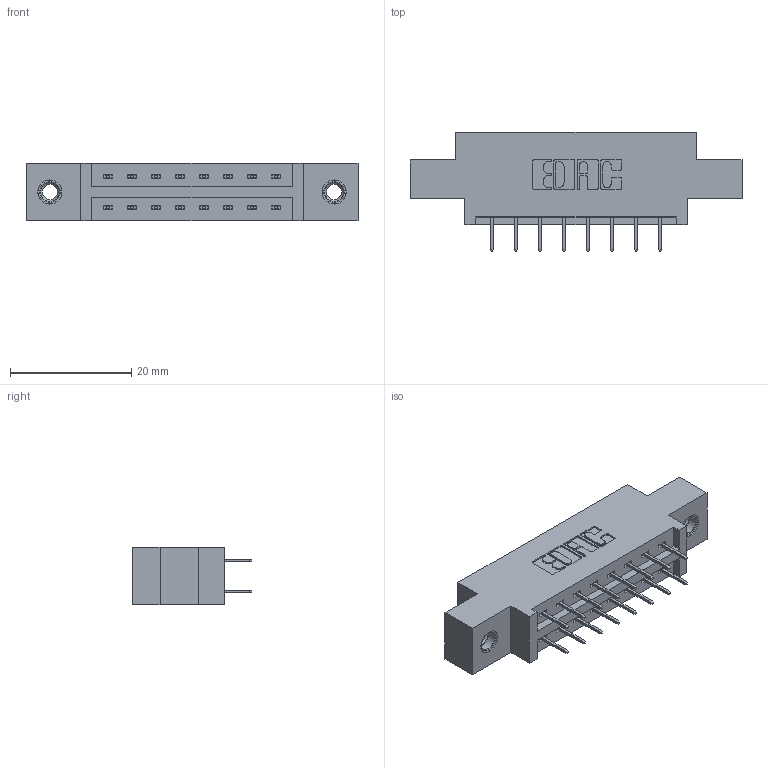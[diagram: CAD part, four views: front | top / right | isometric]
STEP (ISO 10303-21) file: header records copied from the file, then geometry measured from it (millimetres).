
FILE_DESCRIPTION (( 'STEP AP203' ), '1' );
FILE_NAME ('387-016-524-807.STEP', '2018-09-11T10:03:50', ( '' ), ( '' ), 'SwSTEP 2.0', 'SolidWorks 2016', '' );
FILE_SCHEMA (( 'CONFIG_CONTROL_DESIGN' ));
Length unit declared in the file: inch
Products named in the file (4): 337 Part_0.170 Offset - 0.156 Dia-TI; 345-292-001_345-293-124; 345-250-001_345-250-005-103; 387-016-524-807
Assembly tree (19 placements, depth 2):
  387-016-524-807
    337 Part_0.170 Offset - 0.156 Dia-TI
    345-292-001_345-293-124  x16
    345-250-001_345-250-005-103  x2
Bounding box: 54.71 x 19.69 x 9.4 mm (x, y, z)
Volume: 5158.1 mm3; surface area: 5569.8 mm2
Topology: 19 solids, 19 shells, 1106 faces, 3099 edges, 1994 vertices
Faces by surface type: plane 810, cylinder 280, cone 12, torus 4
Entity records: 11992 total; most frequent: CARTESIAN_POINT 2029, ORIENTED_EDGE 1958, DIRECTION 1821, EDGE_CURVE 979, VECTOR 835, LINE 835, VERTEX_POINT 644, AXIS2_PLACEMENT_3D 493
